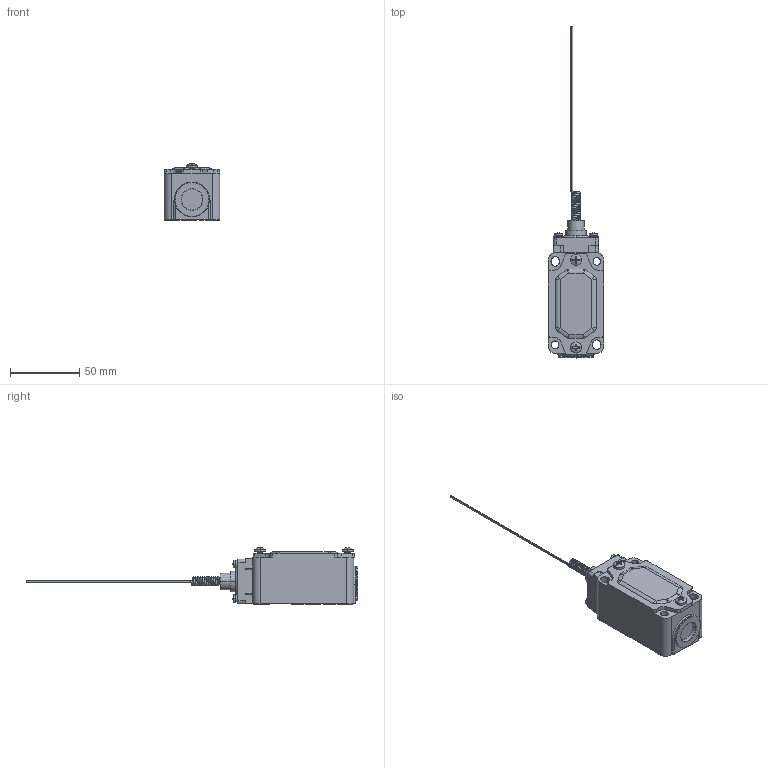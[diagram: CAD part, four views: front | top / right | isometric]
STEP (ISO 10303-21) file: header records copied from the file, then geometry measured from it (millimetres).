
FILE_DESCRIPTION((''),'2;1');
FILE_NAME('123','2024-06-07T',('qinxiong.ji'),(''),'PRO/ENGINEER BY PARAMETRIC TECHNOLOGY CORPORATION, 2015440','PRO/ENGINEER BY PARAMETRIC TECHNOLOGY CORPORATION, 2015440','');
FILE_SCHEMA(('CONFIG_CONTROL_DESIGN'));
Length unit declared in the file: millimetre
Products named in the file (1): 123
Bounding box: 40 x 239 x 40.84 mm (x, y, z)
Volume: 90870.1 mm3; surface area: 34327.1 mm2
Topology: 2 solids, 2 shells, 876 faces, 2377 edges, 1542 vertices
Faces by surface type: plane 644, cylinder 157, sphere 22, bspline 18, torus 17, extrusion 13, cone 5
Entity records: 38636 total; most frequent: CARTESIAN_POINT 16267, ORIENTED_EDGE 4750, DIRECTION 4481, EDGE_CURVE 2375, VECTOR 1817, LINE 1804, VERTEX_POINT 1542, AXIS2_PLACEMENT_3D 1332
